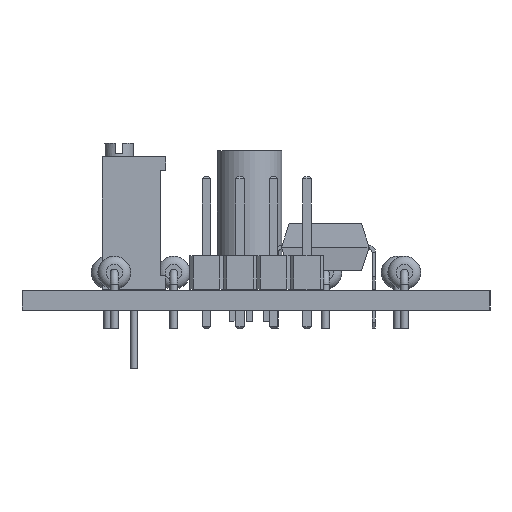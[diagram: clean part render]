
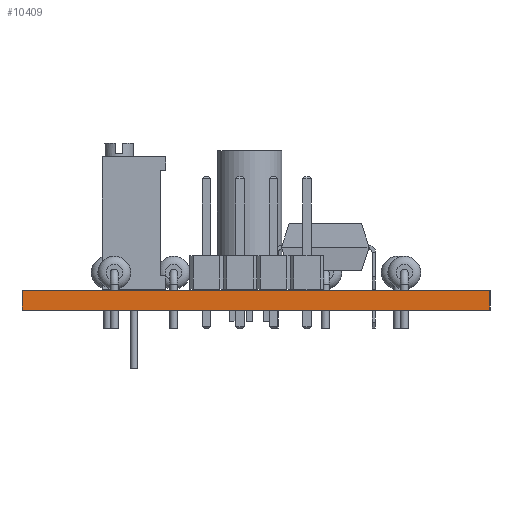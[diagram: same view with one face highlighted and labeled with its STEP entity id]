
A CAD part, left-side view. The second image highlights one B-rep face of the part: STEP entity #10409.
In plain terms, the highlighted planar face has unit normal (-1, 0, 0).
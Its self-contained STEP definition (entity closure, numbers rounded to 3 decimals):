
#10353 = VERTEX_POINT('',#10354);
#10354 = CARTESIAN_POINT('',(37.,-56.,1.51));
#10360 = EDGE_CURVE('',#10361,#10353,#10363,.T.);
#10361 = VERTEX_POINT('',#10362);
#10362 = CARTESIAN_POINT('',(37.,-56.,0.));
#10363 = LINE('',#10364,#10365);
#10364 = CARTESIAN_POINT('',(37.,-56.,0.));
#10365 = VECTOR('',#10366,1.);
#10366 = DIRECTION('',(0.,0.,1.));
#10409 = ADVANCED_FACE('',(#10410),#10435,.T.);
#10410 = FACE_BOUND('',#10411,.T.);
#10411 = EDGE_LOOP('',(#10412,#10413,#10421,#10429));
#10412 = ORIENTED_EDGE('',*,*,#10360,.T.);
#10413 = ORIENTED_EDGE('',*,*,#10414,.T.);
#10414 = EDGE_CURVE('',#10353,#10415,#10417,.T.);
#10415 = VERTEX_POINT('',#10416);
#10416 = CARTESIAN_POINT('',(37.,-20.5,1.51));
#10417 = LINE('',#10418,#10419);
#10418 = CARTESIAN_POINT('',(37.,-56.,1.51));
#10419 = VECTOR('',#10420,1.);
#10420 = DIRECTION('',(0.,1.,0.));
#10421 = ORIENTED_EDGE('',*,*,#10422,.F.);
#10422 = EDGE_CURVE('',#10423,#10415,#10425,.T.);
#10423 = VERTEX_POINT('',#10424);
#10424 = CARTESIAN_POINT('',(37.,-20.5,0.));
#10425 = LINE('',#10426,#10427);
#10426 = CARTESIAN_POINT('',(37.,-20.5,0.));
#10427 = VECTOR('',#10428,1.);
#10428 = DIRECTION('',(0.,0.,1.));
#10429 = ORIENTED_EDGE('',*,*,#10430,.F.);
#10430 = EDGE_CURVE('',#10361,#10423,#10431,.T.);
#10431 = LINE('',#10432,#10433);
#10432 = CARTESIAN_POINT('',(37.,-56.,0.));
#10433 = VECTOR('',#10434,1.);
#10434 = DIRECTION('',(0.,1.,0.));
#10435 = PLANE('',#10436);
#10436 = AXIS2_PLACEMENT_3D('',#10437,#10438,#10439);
#10437 = CARTESIAN_POINT('',(37.,-56.,0.));
#10438 = DIRECTION('',(-1.,0.,0.));
#10439 = DIRECTION('',(0.,1.,0.));
